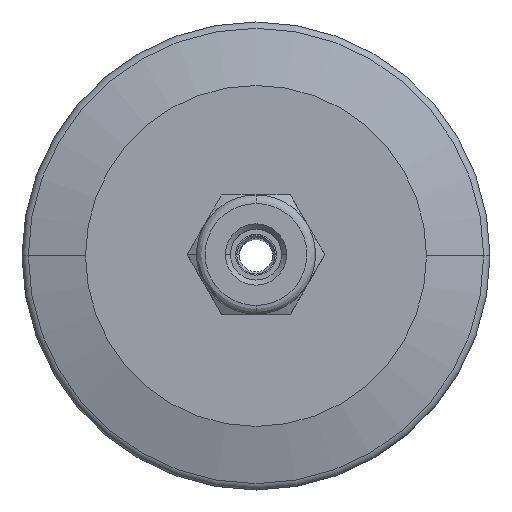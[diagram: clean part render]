
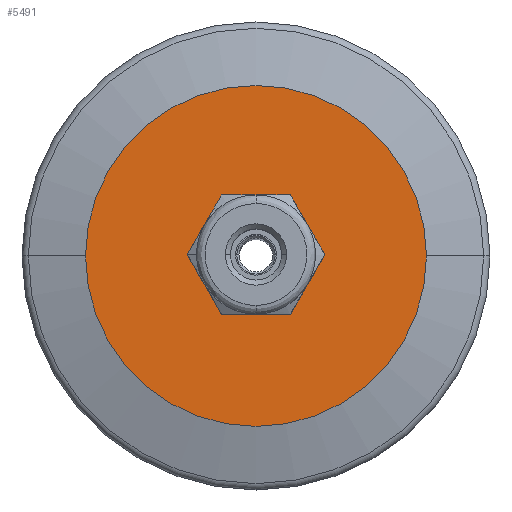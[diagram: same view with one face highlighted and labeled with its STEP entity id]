
A CAD part, top view. The second image highlights one B-rep face of the part: STEP entity #5491.
In plain terms, the highlighted planar face has unit normal (0, 0, 1).
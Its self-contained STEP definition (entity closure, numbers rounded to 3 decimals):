
#306 = DIRECTION ( 'NONE',  ( 0., 0., 1. ) ) ;
#649 = VERTEX_POINT ( 'NONE', #3704 ) ;
#956 = CARTESIAN_POINT ( 'NONE',  ( 0., 0., 0. ) ) ;
#1596 = DIRECTION ( 'NONE',  ( 1., 0., 0. ) ) ;
#1867 = AXIS2_PLACEMENT_3D ( 'NONE', #6562, #2834, #7183 ) ;
#1878 = AXIS2_PLACEMENT_3D ( 'NONE', #956, #5350, #1596 ) ;
#2028 = EDGE_LOOP ( 'NONE', ( #3227, #3631 ) ) ;
#2156 = CARTESIAN_POINT ( 'NONE',  ( 20.035, 0., 0. ) ) ;
#2249 = AXIS2_PLACEMENT_3D ( 'NONE', #7248, #3492, #7856 ) ;
#2298 = EDGE_LOOP ( 'NONE', ( #2660, #7275 ) ) ;
#2393 = CARTESIAN_POINT ( 'NONE',  ( 3., 0., 0. ) ) ;
#2409 = AXIS2_PLACEMENT_3D ( 'NONE', #3887, #306, #4573 ) ;
#2660 = ORIENTED_EDGE ( 'NONE', *, *, #6856, .F. ) ;
#2834 = DIRECTION ( 'NONE',  ( 0., 0., -1. ) ) ;
#3227 = ORIENTED_EDGE ( 'NONE', *, *, #6913, .F. ) ;
#3394 = FACE_OUTER_BOUND ( 'NONE', #2028, .T. ) ;
#3492 = DIRECTION ( 'NONE',  ( 0., 0., -1. ) ) ;
#3631 = ORIENTED_EDGE ( 'NONE', *, *, #7072, .F. ) ;
#3704 = CARTESIAN_POINT ( 'NONE',  ( -20.035, 0., 0. ) ) ;
#3741 = CARTESIAN_POINT ( 'NONE',  ( -3., 0., 0. ) ) ;
#3887 = CARTESIAN_POINT ( 'NONE',  ( 0., 0., 0. ) ) ;
#4043 = CIRCLE ( 'NONE', #1878, 3. ) ;
#4131 = AXIS2_PLACEMENT_3D ( 'NONE', #5985, #5950, #5909 ) ;
#4573 = DIRECTION ( 'NONE',  ( 1., 0., 0. ) ) ;
#4857 = CIRCLE ( 'NONE', #2409, 3. ) ;
#5350 = DIRECTION ( 'NONE',  ( 0., 0., 1. ) ) ;
#5473 = CIRCLE ( 'NONE', #2249, 20.035 ) ;
#5491 = ADVANCED_FACE ( 'NONE', ( #6445, #3394 ), #6358, .F. ) ;
#5909 = DIRECTION ( 'NONE',  ( -1., 0., 0. ) ) ;
#5950 = DIRECTION ( 'NONE',  ( 0., 0., -1. ) ) ;
#5985 = CARTESIAN_POINT ( 'NONE',  ( 20.035, 0., 0. ) ) ;
#6157 = VERTEX_POINT ( 'NONE', #3741 ) ;
#6358 = PLANE ( 'NONE',  #4131 ) ;
#6445 = FACE_BOUND ( 'NONE', #2298, .T. ) ;
#6562 = CARTESIAN_POINT ( 'NONE',  ( 0., 0., 0. ) ) ;
#6744 = VERTEX_POINT ( 'NONE', #2393 ) ;
#6856 = EDGE_CURVE ( 'NONE', #6744, #6157, #4857, .T. ) ;
#6913 = EDGE_CURVE ( 'NONE', #649, #7682, #5473, .T. ) ;
#7068 = EDGE_CURVE ( 'NONE', #6157, #6744, #4043, .T. ) ;
#7072 = EDGE_CURVE ( 'NONE', #7682, #649, #7112, .T. ) ;
#7112 = CIRCLE ( 'NONE', #1867, 20.035 ) ;
#7183 = DIRECTION ( 'NONE',  ( -1., 0., 0. ) ) ;
#7248 = CARTESIAN_POINT ( 'NONE',  ( 0., 0., 0. ) ) ;
#7275 = ORIENTED_EDGE ( 'NONE', *, *, #7068, .F. ) ;
#7682 = VERTEX_POINT ( 'NONE', #2156 ) ;
#7856 = DIRECTION ( 'NONE',  ( -1., 0., 0. ) ) ;
